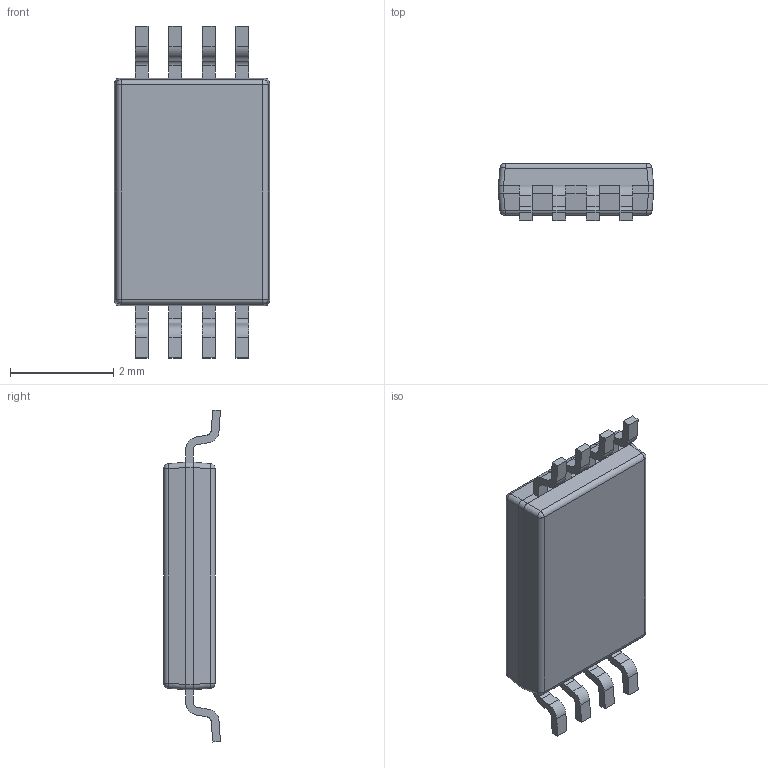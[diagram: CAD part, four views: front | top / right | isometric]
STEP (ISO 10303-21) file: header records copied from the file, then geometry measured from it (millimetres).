
FILE_DESCRIPTION((''),'2;1');
FILE_NAME('PW0008A_ASM','2015-02-27T',('a0412025'),(''),'PRO/ENGINEER BY PARAMETRIC TECHNOLOGY CORPORATION, 2011490','PRO/ENGINEER BY PARAMETRIC TECHNOLOGY CORPORATION, 2011490','');
FILE_SCHEMA(('AUTOMOTIVE_DESIGN_CC2 { 1 2 10303 214 -1 1 5 2 }'));
Length unit declared in the file: millimetre
Products named in the file (4): BODY-SO; LEAD-SO; PIN1-ID; PW0008A_ASM
Assembly tree (10 placements, depth 2):
  PW0008A_ASM
    BODY-SO
    LEAD-SO  x8
    PIN1-ID
Bounding box: 3 x 1.1 x 6.42 mm (x, y, z)
Volume: 13.3 mm3; surface area: 47.9 mm2
Topology: 9 solids, 9 shells, 162 faces, 393 edges, 248 vertices
Faces by surface type: plane 102, cylinder 52, sphere 8
Entity records: 2633 total; most frequent: CARTESIAN_POINT 690, DIRECTION 296, ORIENTED_EDGE 280, PRESENTATION_STYLE_ASSIGNMENT 142, STYLED_ITEM 142, CURVE_STYLE 140, EDGE_CURVE 140, AXIS2_PLACEMENT_3D 110
